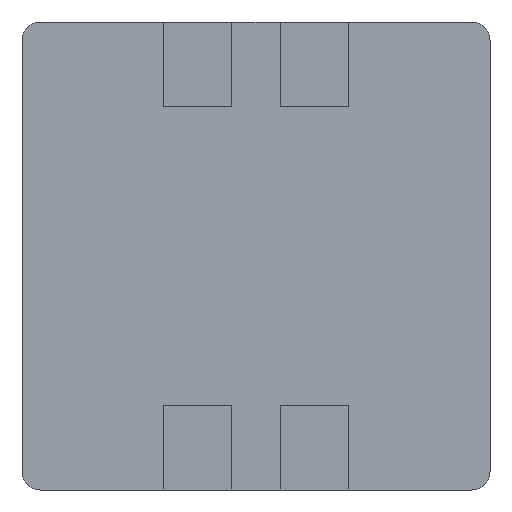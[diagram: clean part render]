
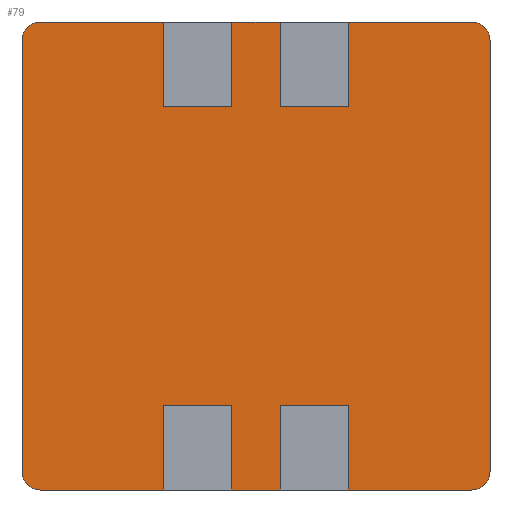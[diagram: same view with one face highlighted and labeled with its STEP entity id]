
A CAD part, front view. The second image highlights one B-rep face of the part: STEP entity #79.
In plain terms, the highlighted planar face has unit normal (0, -1, 0).
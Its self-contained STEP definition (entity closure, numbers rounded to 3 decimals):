
#43 = EDGE_CURVE('',#44,#46,#48,.T.);
#44 = VERTEX_POINT('',#45);
#45 = CARTESIAN_POINT('',(-0.654,0.,-6.35));
#46 = VERTEX_POINT('',#47);
#47 = CARTESIAN_POINT('',(-0.654,0.,-4.05));
#48 = LINE('',#49,#50);
#49 = CARTESIAN_POINT('',(-0.654,0.,-6.35));
#50 = VECTOR('',#51,1.);
#51 = DIRECTION('',(0.,0.,1.));
#79 = ADVANCED_FACE('',(#80),#269,.F.);
#80 = FACE_BOUND('',#81,.F.);
#81 = EDGE_LOOP('',(#82,#93,#101,#110,#118,#126,#134,#142,#148,#149,#157
    ,#165,#173,#182,#190,#199,#207,#215,#223,#231,#239,#247,#255,#263));
#82 = ORIENTED_EDGE('',*,*,#83,.F.);
#83 = EDGE_CURVE('',#84,#86,#88,.T.);
#84 = VERTEX_POINT('',#85);
#85 = CARTESIAN_POINT('',(6.35,0.,5.85));
#86 = VERTEX_POINT('',#87);
#87 = CARTESIAN_POINT('',(5.85,0.,6.35));
#88 = CIRCLE('',#89,0.5);
#89 = AXIS2_PLACEMENT_3D('',#90,#91,#92);
#90 = CARTESIAN_POINT('',(5.85,0.,5.85));
#91 = DIRECTION('',(0.,-1.,0.));
#92 = DIRECTION('',(1.,0.,0.));
#93 = ORIENTED_EDGE('',*,*,#94,.T.);
#94 = EDGE_CURVE('',#84,#95,#97,.T.);
#95 = VERTEX_POINT('',#96);
#96 = CARTESIAN_POINT('',(6.35,0.,-5.85));
#97 = LINE('',#98,#99);
#98 = CARTESIAN_POINT('',(6.35,0.,5.85));
#99 = VECTOR('',#100,1.);
#100 = DIRECTION('',(0.,0.,-1.));
#101 = ORIENTED_EDGE('',*,*,#102,.F.);
#102 = EDGE_CURVE('',#103,#95,#105,.T.);
#103 = VERTEX_POINT('',#104);
#104 = CARTESIAN_POINT('',(5.85,0.,-6.35));
#105 = CIRCLE('',#106,0.5);
#106 = AXIS2_PLACEMENT_3D('',#107,#108,#109);
#107 = CARTESIAN_POINT('',(5.85,0.,-5.85));
#108 = DIRECTION('',(0.,-1.,0.));
#109 = DIRECTION('',(0.,0.,-1.));
#110 = ORIENTED_EDGE('',*,*,#111,.T.);
#111 = EDGE_CURVE('',#103,#112,#114,.T.);
#112 = VERTEX_POINT('',#113);
#113 = CARTESIAN_POINT('',(2.5,0.,-6.35));
#114 = LINE('',#115,#116);
#115 = CARTESIAN_POINT('',(5.85,0.,-6.35));
#116 = VECTOR('',#117,1.);
#117 = DIRECTION('',(-1.,0.,0.));
#118 = ORIENTED_EDGE('',*,*,#119,.T.);
#119 = EDGE_CURVE('',#112,#120,#122,.T.);
#120 = VERTEX_POINT('',#121);
#121 = CARTESIAN_POINT('',(2.5,0.,-4.05));
#122 = LINE('',#123,#124);
#123 = CARTESIAN_POINT('',(2.5,0.,-6.35));
#124 = VECTOR('',#125,1.);
#125 = DIRECTION('',(0.,0.,1.));
#126 = ORIENTED_EDGE('',*,*,#127,.F.);
#127 = EDGE_CURVE('',#128,#120,#130,.T.);
#128 = VERTEX_POINT('',#129);
#129 = CARTESIAN_POINT('',(0.654,0.,-4.05));
#130 = LINE('',#131,#132);
#131 = CARTESIAN_POINT('',(0.654,0.,-4.05));
#132 = VECTOR('',#133,1.);
#133 = DIRECTION('',(1.,0.,0.));
#134 = ORIENTED_EDGE('',*,*,#135,.F.);
#135 = EDGE_CURVE('',#136,#128,#138,.T.);
#136 = VERTEX_POINT('',#137);
#137 = CARTESIAN_POINT('',(0.654,0.,-6.35));
#138 = LINE('',#139,#140);
#139 = CARTESIAN_POINT('',(0.654,0.,-6.35));
#140 = VECTOR('',#141,1.);
#141 = DIRECTION('',(0.,0.,1.));
#142 = ORIENTED_EDGE('',*,*,#143,.T.);
#143 = EDGE_CURVE('',#136,#44,#144,.T.);
#144 = LINE('',#145,#146);
#145 = CARTESIAN_POINT('',(0.654,0.,-6.35));
#146 = VECTOR('',#147,1.);
#147 = DIRECTION('',(-1.,0.,0.));
#148 = ORIENTED_EDGE('',*,*,#43,.T.);
#149 = ORIENTED_EDGE('',*,*,#150,.F.);
#150 = EDGE_CURVE('',#151,#46,#153,.T.);
#151 = VERTEX_POINT('',#152);
#152 = CARTESIAN_POINT('',(-2.5,0.,-4.05));
#153 = LINE('',#154,#155);
#154 = CARTESIAN_POINT('',(-2.5,0.,-4.05));
#155 = VECTOR('',#156,1.);
#156 = DIRECTION('',(1.,0.,0.));
#157 = ORIENTED_EDGE('',*,*,#158,.F.);
#158 = EDGE_CURVE('',#159,#151,#161,.T.);
#159 = VERTEX_POINT('',#160);
#160 = CARTESIAN_POINT('',(-2.5,0.,-6.35));
#161 = LINE('',#162,#163);
#162 = CARTESIAN_POINT('',(-2.5,0.,-6.35));
#163 = VECTOR('',#164,1.);
#164 = DIRECTION('',(0.,0.,1.));
#165 = ORIENTED_EDGE('',*,*,#166,.T.);
#166 = EDGE_CURVE('',#159,#167,#169,.T.);
#167 = VERTEX_POINT('',#168);
#168 = CARTESIAN_POINT('',(-5.85,0.,-6.35));
#169 = LINE('',#170,#171);
#170 = CARTESIAN_POINT('',(-2.5,0.,-6.35));
#171 = VECTOR('',#172,1.);
#172 = DIRECTION('',(-1.,0.,0.));
#173 = ORIENTED_EDGE('',*,*,#174,.F.);
#174 = EDGE_CURVE('',#175,#167,#177,.T.);
#175 = VERTEX_POINT('',#176);
#176 = CARTESIAN_POINT('',(-6.35,0.,-5.85));
#177 = CIRCLE('',#178,0.5);
#178 = AXIS2_PLACEMENT_3D('',#179,#180,#181);
#179 = CARTESIAN_POINT('',(-5.85,0.,-5.85));
#180 = DIRECTION('',(0.,-1.,0.));
#181 = DIRECTION('',(-1.,0.,0.));
#182 = ORIENTED_EDGE('',*,*,#183,.T.);
#183 = EDGE_CURVE('',#175,#184,#186,.T.);
#184 = VERTEX_POINT('',#185);
#185 = CARTESIAN_POINT('',(-6.35,0.,5.85));
#186 = LINE('',#187,#188);
#187 = CARTESIAN_POINT('',(-6.35,0.,-5.85));
#188 = VECTOR('',#189,1.);
#189 = DIRECTION('',(0.,0.,1.));
#190 = ORIENTED_EDGE('',*,*,#191,.F.);
#191 = EDGE_CURVE('',#192,#184,#194,.T.);
#192 = VERTEX_POINT('',#193);
#193 = CARTESIAN_POINT('',(-5.85,0.,6.35));
#194 = CIRCLE('',#195,0.5);
#195 = AXIS2_PLACEMENT_3D('',#196,#197,#198);
#196 = CARTESIAN_POINT('',(-5.85,0.,5.85));
#197 = DIRECTION('',(0.,-1.,0.));
#198 = DIRECTION('',(0.,0.,1.));
#199 = ORIENTED_EDGE('',*,*,#200,.T.);
#200 = EDGE_CURVE('',#192,#201,#203,.T.);
#201 = VERTEX_POINT('',#202);
#202 = CARTESIAN_POINT('',(-2.5,0.,6.35));
#203 = LINE('',#204,#205);
#204 = CARTESIAN_POINT('',(-5.85,0.,6.35));
#205 = VECTOR('',#206,1.);
#206 = DIRECTION('',(1.,0.,0.));
#207 = ORIENTED_EDGE('',*,*,#208,.T.);
#208 = EDGE_CURVE('',#201,#209,#211,.T.);
#209 = VERTEX_POINT('',#210);
#210 = CARTESIAN_POINT('',(-2.5,0.,4.05));
#211 = LINE('',#212,#213);
#212 = CARTESIAN_POINT('',(-2.5,0.,6.35));
#213 = VECTOR('',#214,1.);
#214 = DIRECTION('',(0.,0.,-1.));
#215 = ORIENTED_EDGE('',*,*,#216,.F.);
#216 = EDGE_CURVE('',#217,#209,#219,.T.);
#217 = VERTEX_POINT('',#218);
#218 = CARTESIAN_POINT('',(-0.654,0.,4.05));
#219 = LINE('',#220,#221);
#220 = CARTESIAN_POINT('',(-0.654,0.,4.05));
#221 = VECTOR('',#222,1.);
#222 = DIRECTION('',(-1.,0.,0.));
#223 = ORIENTED_EDGE('',*,*,#224,.F.);
#224 = EDGE_CURVE('',#225,#217,#227,.T.);
#225 = VERTEX_POINT('',#226);
#226 = CARTESIAN_POINT('',(-0.654,0.,6.35));
#227 = LINE('',#228,#229);
#228 = CARTESIAN_POINT('',(-0.654,0.,6.35));
#229 = VECTOR('',#230,1.);
#230 = DIRECTION('',(0.,0.,-1.));
#231 = ORIENTED_EDGE('',*,*,#232,.T.);
#232 = EDGE_CURVE('',#225,#233,#235,.T.);
#233 = VERTEX_POINT('',#234);
#234 = CARTESIAN_POINT('',(0.654,0.,6.35));
#235 = LINE('',#236,#237);
#236 = CARTESIAN_POINT('',(-0.654,0.,6.35));
#237 = VECTOR('',#238,1.);
#238 = DIRECTION('',(1.,0.,0.));
#239 = ORIENTED_EDGE('',*,*,#240,.T.);
#240 = EDGE_CURVE('',#233,#241,#243,.T.);
#241 = VERTEX_POINT('',#242);
#242 = CARTESIAN_POINT('',(0.654,0.,4.05));
#243 = LINE('',#244,#245);
#244 = CARTESIAN_POINT('',(0.654,0.,6.35));
#245 = VECTOR('',#246,1.);
#246 = DIRECTION('',(0.,0.,-1.));
#247 = ORIENTED_EDGE('',*,*,#248,.F.);
#248 = EDGE_CURVE('',#249,#241,#251,.T.);
#249 = VERTEX_POINT('',#250);
#250 = CARTESIAN_POINT('',(2.5,0.,4.05));
#251 = LINE('',#252,#253);
#252 = CARTESIAN_POINT('',(2.5,0.,4.05));
#253 = VECTOR('',#254,1.);
#254 = DIRECTION('',(-1.,0.,0.));
#255 = ORIENTED_EDGE('',*,*,#256,.F.);
#256 = EDGE_CURVE('',#257,#249,#259,.T.);
#257 = VERTEX_POINT('',#258);
#258 = CARTESIAN_POINT('',(2.5,0.,6.35));
#259 = LINE('',#260,#261);
#260 = CARTESIAN_POINT('',(2.5,0.,6.35));
#261 = VECTOR('',#262,1.);
#262 = DIRECTION('',(0.,0.,-1.));
#263 = ORIENTED_EDGE('',*,*,#264,.T.);
#264 = EDGE_CURVE('',#257,#86,#265,.T.);
#265 = LINE('',#266,#267);
#266 = CARTESIAN_POINT('',(2.5,0.,6.35));
#267 = VECTOR('',#268,1.);
#268 = DIRECTION('',(1.,0.,0.));
#269 = PLANE('',#270);
#270 = AXIS2_PLACEMENT_3D('',#271,#272,#273);
#271 = CARTESIAN_POINT('',(0.,0.,0.));
#272 = DIRECTION('',(0.,1.,0.));
#273 = DIRECTION('',(1.,0.,0.));
